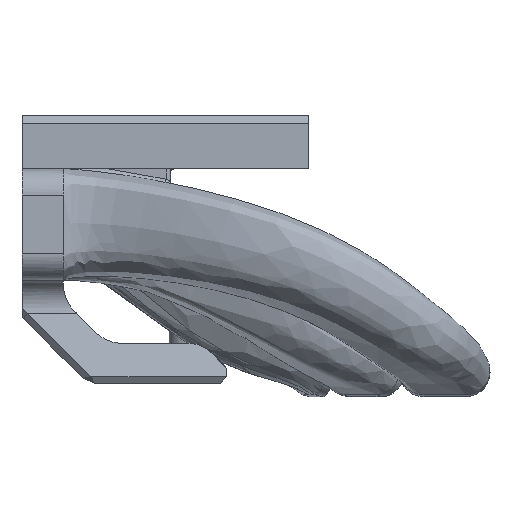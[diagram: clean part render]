
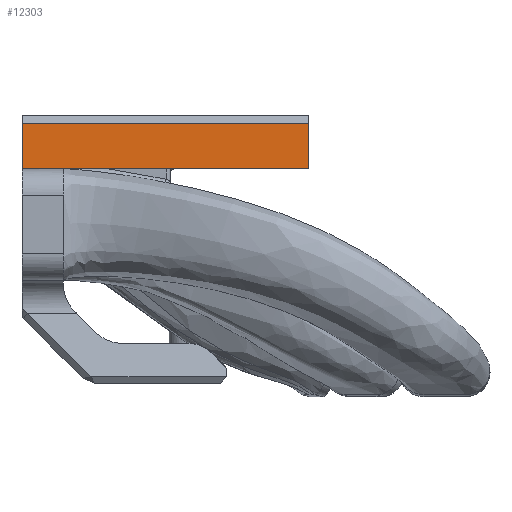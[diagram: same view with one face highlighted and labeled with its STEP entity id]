
A CAD part, left-side view. The second image highlights one B-rep face of the part: STEP entity #12303.
In plain terms, the highlighted planar face has unit normal (-1, 0, 0).
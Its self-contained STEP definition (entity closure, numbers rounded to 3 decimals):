
#533=PLANE('',#13142);
#961=FACE_OUTER_BOUND('',#1656,.T.);
#1656=EDGE_LOOP('',(#9933,#9934,#9935,#9936,#9937));
#2153=LINE('',#19638,#2916);
#2409=LINE('',#28860,#3172);
#2460=LINE('',#30630,#3223);
#2493=LINE('',#31348,#3256);
#2500=LINE('',#32044,#3263);
#2916=VECTOR('',#13945,10.);
#3172=VECTOR('',#14771,10.);
#3223=VECTOR('',#14978,10.);
#3256=VECTOR('',#15115,10.);
#3263=VECTOR('',#15142,10.);
#4836=VERTEX_POINT('',#19635);
#4837=VERTEX_POINT('',#19637);
#5294=VERTEX_POINT('',#28789);
#5308=VERTEX_POINT('',#28858);
#5410=VERTEX_POINT('',#30628);
#6192=EDGE_CURVE('',#4836,#4837,#2153,.T.);
#6822=EDGE_CURVE('',#5294,#5308,#2409,.T.);
#6981=EDGE_CURVE('',#5410,#5308,#2460,.T.);
#7056=EDGE_CURVE('',#4837,#5410,#2493,.T.);
#7081=EDGE_CURVE('',#5294,#4836,#2500,.T.);
#9933=ORIENTED_EDGE('',*,*,#7056,.F.);
#9934=ORIENTED_EDGE('',*,*,#6192,.F.);
#9935=ORIENTED_EDGE('',*,*,#7081,.F.);
#9936=ORIENTED_EDGE('',*,*,#6822,.T.);
#9937=ORIENTED_EDGE('',*,*,#6981,.F.);
#12303=ADVANCED_FACE('',(#961),#533,.T.);
#13142=AXIS2_PLACEMENT_3D('',#32043,#15140,#15141);
#13945=DIRECTION('',(0.,0.,1.));
#14771=DIRECTION('',(0.,-1.,0.));
#14978=DIRECTION('',(0.,0.,-1.));
#15115=DIRECTION('',(0.,-1.,0.));
#15140=DIRECTION('center_axis',(-1.,0.,0.));
#15141=DIRECTION('ref_axis',(0.,0.,-1.));
#15142=DIRECTION('',(0.,1.,0.));
#19635=CARTESIAN_POINT('',(-22.,51.3,28.5));
#19637=CARTESIAN_POINT('',(-22.,51.3,34.));
#19638=CARTESIAN_POINT('',(-22.,51.3,28.5));
#28789=CARTESIAN_POINT('',(-22.,43.469,28.5));
#28858=CARTESIAN_POINT('',(-22.,16.5,28.5));
#28860=CARTESIAN_POINT('',(-22.,51.3,28.5));
#30628=CARTESIAN_POINT('',(-22.,16.5,34.));
#30630=CARTESIAN_POINT('',(-22.,16.5,28.5));
#31348=CARTESIAN_POINT('',(-22.,51.3,34.));
#32043=CARTESIAN_POINT('Origin',(-22.,51.3,35.));
#32044=CARTESIAN_POINT('',(-22.,51.3,28.5));
